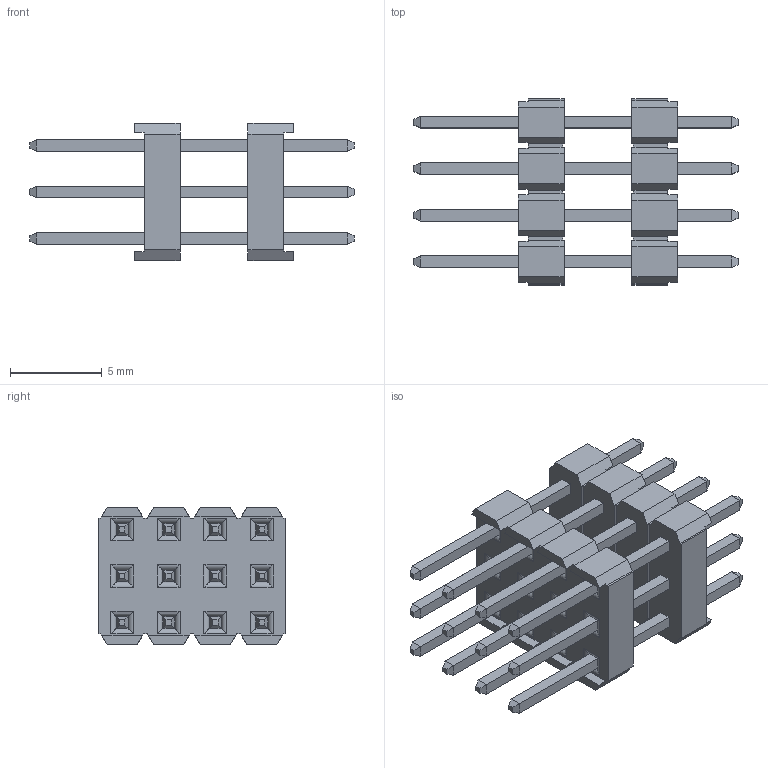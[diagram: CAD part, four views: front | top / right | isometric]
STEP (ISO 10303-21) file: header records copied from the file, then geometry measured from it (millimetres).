
FILE_DESCRIPTION(/* description */ (''),/* implementation_level */ '2;1');
FILE_NAME(/* name */ '951-16-012-XX.stp',/* time_stamp */ '2026-01-09T10:05:44+08:00',/* author */ (''),/* organization */ (''),/* preprocessor_version */ 'ST-DEVELOPER v15',/* originating_system */ '',/* authorisation */ '');
FILE_SCHEMA (('AP203_CONFIGURATION_CONTROLLED_3D_DESIGN_OF_MECHANICAL_PARTS_AND_ASSEMBLIES_MIM_LF { 1 0 10303 403 2 1 2}'));
Length unit declared in the file: millimetre
Products named in the file (1): 951-16-012-XX
Bounding box: 17.7 x 10.16 x 7.5 mm (x, y, z)
Volume: 361.1 mm3; surface area: 1127.1 mm2
Topology: 14 solids, 14 shells, 486 faces, 1158 edges, 700 vertices
Faces by surface type: plane 390, cylinder 96
Entity records: 13712 total; most frequent: CARTESIAN_POINT 2345, ORIENTED_EDGE 2316, DIRECTION 2228, EDGE_CURVE 1158, LINE 1062, VECTOR 1062, VERTEX_POINT 700, AXIS2_PLACEMENT_3D 583
